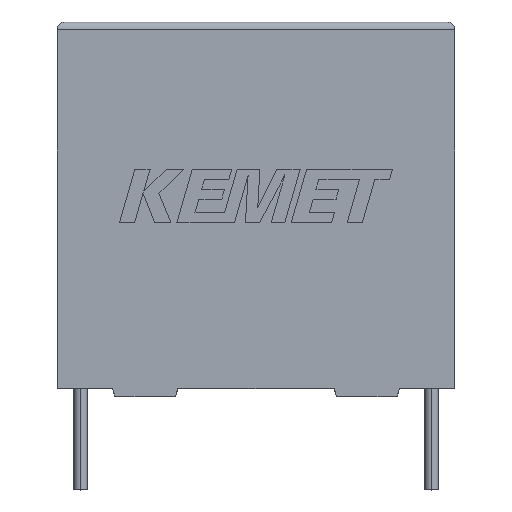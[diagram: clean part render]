
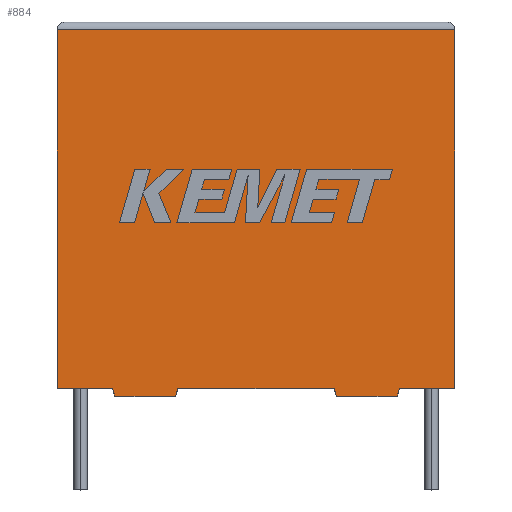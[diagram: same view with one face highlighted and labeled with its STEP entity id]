
A CAD part, top view. The second image highlights one B-rep face of the part: STEP entity #884.
In plain terms, the highlighted planar face has unit normal (0, 0, 1).
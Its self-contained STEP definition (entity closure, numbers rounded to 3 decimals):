
#2 = CARTESIAN_POINT ( 'NONE',  ( 21.96, 0., 15. ) ) ;
#31 = VERTEX_POINT ( 'NONE', #1354 ) ;
#63 = ORIENTED_EDGE ( 'NONE', *, *, #2571, .F. ) ;
#99 = CARTESIAN_POINT ( 'NONE',  ( 17.909, -0.5, 15. ) ) ;
#114 = EDGE_CURVE ( 'NONE', #2443, #2256, #2909, .T. ) ;
#201 = EDGE_CURVE ( 'NONE', #2128, #1291, #2228, .T. ) ;
#252 = VECTOR ( 'NONE', #2254, 1000. ) ;
#294 = VECTOR ( 'NONE', #1997, 1000. ) ;
#318 = DIRECTION ( 'NONE',  ( 0.287, -0.958, 0. ) ) ;
#393 = EDGE_CURVE ( 'NONE', #835, #2443, #919, .T. ) ;
#415 = CARTESIAN_POINT ( 'NONE',  ( 0., 0., 15. ) ) ;
#417 = ORIENTED_EDGE ( 'NONE', *, *, #201, .T. ) ;
#461 = VECTOR ( 'NONE', #751, 1000. ) ;
#477 = ORIENTED_EDGE ( 'NONE', *, *, #529, .T. ) ;
#481 = DIRECTION ( 'NONE',  ( -1., 0., 0. ) ) ;
#500 = AXIS2_PLACEMENT_3D ( 'NONE', #2997, #2729, #481 ) ;
#516 = DIRECTION ( 'NONE',  ( 1., 0., 0. ) ) ;
#520 = LINE ( 'NONE', #882, #826 ) ;
#529 = EDGE_CURVE ( 'NONE', #1022, #908, #2727, .T. ) ;
#559 = CARTESIAN_POINT ( 'NONE',  ( 0., 23., 15. ) ) ;
#615 = CARTESIAN_POINT ( 'NONE',  ( 3.69, -0.5, 15. ) ) ;
#707 = ORIENTED_EDGE ( 'NONE', *, *, #3004, .T. ) ;
#728 = CARTESIAN_POINT ( 'NONE',  ( 3.69, -0.5, 15. ) ) ;
#751 = DIRECTION ( 'NONE',  ( -0.287, -0.958, 0. ) ) ;
#776 = CARTESIAN_POINT ( 'NONE',  ( 7.591, -0.5, 15. ) ) ;
#790 = VECTOR ( 'NONE', #318, 1000. ) ;
#826 = VECTOR ( 'NONE', #1388, 1000. ) ;
#835 = VERTEX_POINT ( 'NONE', #1673 ) ;
#856 = EDGE_CURVE ( 'NONE', #835, #2128, #950, .T. ) ;
#874 = ORIENTED_EDGE ( 'NONE', *, *, #875, .T. ) ;
#875 = EDGE_CURVE ( 'NONE', #2537, #1022, #2051, .T. ) ;
#882 = CARTESIAN_POINT ( 'NONE',  ( 0., 0., 15. ) ) ;
#884 = ADVANCED_FACE ( 'NONE', ( #1538 ), #2502, .F. ) ;
#908 = VERTEX_POINT ( 'NONE', #2217 ) ;
#919 = LINE ( 'NONE', #2, #461 ) ;
#931 = DIRECTION ( 'NONE',  ( 0., 1., 0. ) ) ;
#944 = LINE ( 'NONE', #1320, #790 ) ;
#950 = LINE ( 'NONE', #415, #1387 ) ;
#999 = CARTESIAN_POINT ( 'NONE',  ( 0., 23., 15. ) ) ;
#1022 = VERTEX_POINT ( 'NONE', #776 ) ;
#1046 = CARTESIAN_POINT ( 'NONE',  ( 7.591, -0.5, 15. ) ) ;
#1048 = VECTOR ( 'NONE', #1921, 1000. ) ;
#1081 = EDGE_CURVE ( 'NONE', #31, #2979, #2453, .T. ) ;
#1182 = VERTEX_POINT ( 'NONE', #559 ) ;
#1229 = LINE ( 'NONE', #1755, #2535 ) ;
#1291 = VERTEX_POINT ( 'NONE', #2864 ) ;
#1320 = CARTESIAN_POINT ( 'NONE',  ( 3.54, 0., 15. ) ) ;
#1354 = CARTESIAN_POINT ( 'NONE',  ( 0., 0., 15. ) ) ;
#1363 = DIRECTION ( 'NONE',  ( -0.287, 0.958, 0. ) ) ;
#1387 = VECTOR ( 'NONE', #2422, 1000. ) ;
#1388 = DIRECTION ( 'NONE',  ( 0., -1., 0. ) ) ;
#1460 = VERTEX_POINT ( 'NONE', #1510 ) ;
#1491 = ORIENTED_EDGE ( 'NONE', *, *, #3064, .T. ) ;
#1510 = CARTESIAN_POINT ( 'NONE',  ( 17.759, 0., 15. ) ) ;
#1538 = FACE_OUTER_BOUND ( 'NONE', #2168, .T. ) ;
#1577 = VECTOR ( 'NONE', #1363, 1000. ) ;
#1609 = ORIENTED_EDGE ( 'NONE', *, *, #114, .F. ) ;
#1673 = CARTESIAN_POINT ( 'NONE',  ( 21.96, 0., 15. ) ) ;
#1755 = CARTESIAN_POINT ( 'NONE',  ( 0., 0., 15. ) ) ;
#1758 = ORIENTED_EDGE ( 'NONE', *, *, #856, .T. ) ;
#1809 = ORIENTED_EDGE ( 'NONE', *, *, #2440, .T. ) ;
#1849 = CARTESIAN_POINT ( 'NONE',  ( 0., 0., 15. ) ) ;
#1921 = DIRECTION ( 'NONE',  ( -1., 0., 0. ) ) ;
#1997 = DIRECTION ( 'NONE',  ( 1., 0., 0. ) ) ;
#2051 = LINE ( 'NONE', #728, #294 ) ;
#2068 = DIRECTION ( 'NONE',  ( 1., 0., 0. ) ) ;
#2123 = LINE ( 'NONE', #999, #252 ) ;
#2128 = VERTEX_POINT ( 'NONE', #2771 ) ;
#2168 = EDGE_LOOP ( 'NONE', ( #417, #707, #2198, #2726, #1491, #874, #477, #1809, #63, #1609, #2180, #1758 ) ) ;
#2180 = ORIENTED_EDGE ( 'NONE', *, *, #393, .F. ) ;
#2198 = ORIENTED_EDGE ( 'NONE', *, *, #3200, .T. ) ;
#2217 = CARTESIAN_POINT ( 'NONE',  ( 7.741, 0., 15. ) ) ;
#2228 = LINE ( 'NONE', #2734, #3222 ) ;
#2248 = VECTOR ( 'NONE', #2805, 1000. ) ;
#2252 = LINE ( 'NONE', #2871, #1577 ) ;
#2254 = DIRECTION ( 'NONE',  ( -1., 0., 0. ) ) ;
#2256 = VERTEX_POINT ( 'NONE', #99 ) ;
#2422 = DIRECTION ( 'NONE',  ( 1., 0., 0. ) ) ;
#2440 = EDGE_CURVE ( 'NONE', #908, #1460, #1229, .T. ) ;
#2443 = VERTEX_POINT ( 'NONE', #2526 ) ;
#2453 = LINE ( 'NONE', #1849, #2756 ) ;
#2502 = PLANE ( 'NONE',  #500 ) ;
#2526 = CARTESIAN_POINT ( 'NONE',  ( 21.81, -0.5, 15. ) ) ;
#2535 = VECTOR ( 'NONE', #516, 1000. ) ;
#2537 = VERTEX_POINT ( 'NONE', #615 ) ;
#2571 = EDGE_CURVE ( 'NONE', #2256, #1460, #2252, .T. ) ;
#2695 = CARTESIAN_POINT ( 'NONE',  ( 21.81, -0.5, 15. ) ) ;
#2726 = ORIENTED_EDGE ( 'NONE', *, *, #1081, .T. ) ;
#2727 = LINE ( 'NONE', #1046, #2248 ) ;
#2729 = DIRECTION ( 'NONE',  ( 0., 0., -1. ) ) ;
#2734 = CARTESIAN_POINT ( 'NONE',  ( 25.5, 0., 15. ) ) ;
#2744 = CARTESIAN_POINT ( 'NONE',  ( 3.54, 0., 15. ) ) ;
#2756 = VECTOR ( 'NONE', #2068, 1000. ) ;
#2771 = CARTESIAN_POINT ( 'NONE',  ( 25.5, 0., 15. ) ) ;
#2805 = DIRECTION ( 'NONE',  ( 0.287, 0.958, 0. ) ) ;
#2864 = CARTESIAN_POINT ( 'NONE',  ( 25.5, 23., 15. ) ) ;
#2871 = CARTESIAN_POINT ( 'NONE',  ( 17.909, -0.5, 15. ) ) ;
#2909 = LINE ( 'NONE', #2695, #1048 ) ;
#2979 = VERTEX_POINT ( 'NONE', #2744 ) ;
#2997 = CARTESIAN_POINT ( 'NONE',  ( 0., 0., 15. ) ) ;
#3004 = EDGE_CURVE ( 'NONE', #1291, #1182, #2123, .T. ) ;
#3064 = EDGE_CURVE ( 'NONE', #2979, #2537, #944, .T. ) ;
#3200 = EDGE_CURVE ( 'NONE', #1182, #31, #520, .T. ) ;
#3222 = VECTOR ( 'NONE', #931, 1000. ) ;
